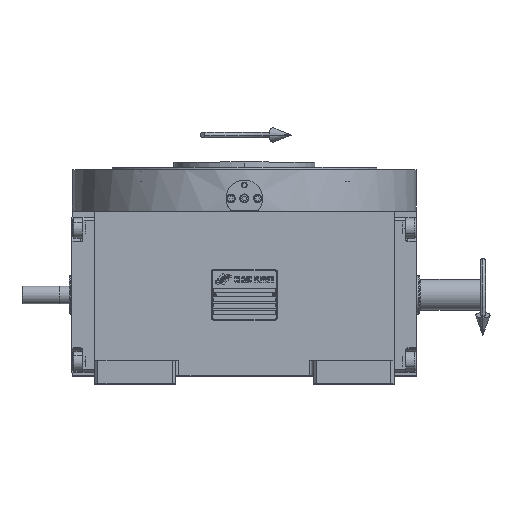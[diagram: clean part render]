
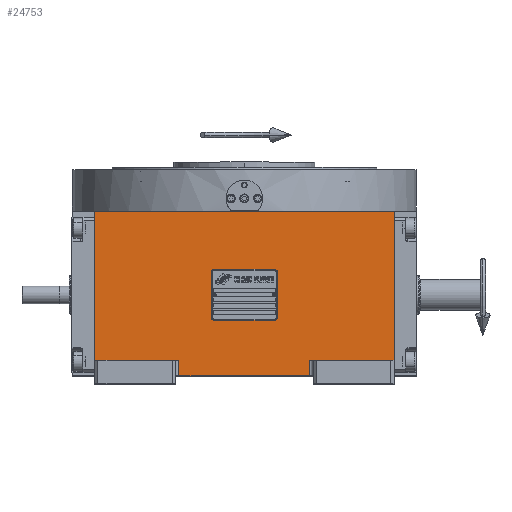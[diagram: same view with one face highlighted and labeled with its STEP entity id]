
A CAD part, top view. The second image highlights one B-rep face of the part: STEP entity #24753.
In plain terms, the highlighted planar face has unit normal (0, 0, 1).
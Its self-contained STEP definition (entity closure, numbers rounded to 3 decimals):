
#382 = EDGE_CURVE ( 'NONE', #43900, #15094, #55283, .T. ) ;
#2007 = CARTESIAN_POINT ( 'NONE',  ( 135., -59., 226. ) ) ;
#2013 = ORIENTED_EDGE ( 'NONE', *, *, #13786, .T. ) ;
#2348 = EDGE_LOOP ( 'NONE', ( #4516, #64463, #2013, #52952, #67206, #49977, #60260, #19540 ) ) ;
#2449 = CARTESIAN_POINT ( 'NONE',  ( -135., 75., 226. ) ) ;
#2526 = CARTESIAN_POINT ( 'NONE',  ( -135., -59., 226. ) ) ;
#4516 = ORIENTED_EDGE ( 'NONE', *, *, #66538, .T. ) ;
#5464 = LINE ( 'NONE', #59196, #20969 ) ;
#7173 = VECTOR ( 'NONE', #58862, 1000. ) ;
#7703 = AXIS2_PLACEMENT_3D ( 'NONE', #11078, #43378, #27574 ) ;
#10087 = LINE ( 'NONE', #53615, #7173 ) ;
#11078 = CARTESIAN_POINT ( 'NONE',  ( -135., -73., 226. ) ) ;
#11360 = DIRECTION ( 'NONE',  ( 1., 0., 0. ) ) ;
#11405 = CARTESIAN_POINT ( 'NONE',  ( 59., -73., 226. ) ) ;
#13184 = DIRECTION ( 'NONE',  ( 0., 1., 0. ) ) ;
#13244 = EDGE_CURVE ( 'NONE', #51950, #15094, #10087, .T. ) ;
#13255 = LINE ( 'NONE', #2007, #38951 ) ;
#13786 = EDGE_CURVE ( 'NONE', #51602, #17308, #28574, .T. ) ;
#14958 = VERTEX_POINT ( 'NONE', #30811 ) ;
#15094 = VERTEX_POINT ( 'NONE', #42409 ) ;
#16690 = CARTESIAN_POINT ( 'NONE',  ( -135., -59., 226. ) ) ;
#16974 = VERTEX_POINT ( 'NONE', #11405 ) ;
#17308 = VERTEX_POINT ( 'NONE', #65419 ) ;
#17352 = PLANE ( 'NONE',  #7703 ) ;
#17745 = VERTEX_POINT ( 'NONE', #52377 ) ;
#18094 = EDGE_CURVE ( 'NONE', #14958, #17745, #29171, .T. ) ;
#19540 = ORIENTED_EDGE ( 'NONE', *, *, #13244, .F. ) ;
#20969 = VECTOR ( 'NONE', #37092, 1000. ) ;
#23876 = DIRECTION ( 'NONE',  ( 1., 0., 0. ) ) ;
#24753 = ADVANCED_FACE ( 'NONE', ( #32811 ), #17352, .T. ) ;
#25941 = CARTESIAN_POINT ( 'NONE',  ( 59., -59., 226. ) ) ;
#27189 = CARTESIAN_POINT ( 'NONE',  ( 59., -59., 226. ) ) ;
#27574 = DIRECTION ( 'NONE',  ( 1., 0., 0. ) ) ;
#27981 = CARTESIAN_POINT ( 'NONE',  ( -59., -73., 226. ) ) ;
#28574 = LINE ( 'NONE', #27189, #37507 ) ;
#29171 = LINE ( 'NONE', #2449, #61334 ) ;
#30811 = CARTESIAN_POINT ( 'NONE',  ( -135., 75., 226. ) ) ;
#31357 = VECTOR ( 'NONE', #13184, 1000. ) ;
#32811 = FACE_OUTER_BOUND ( 'NONE', #2348, .T. ) ;
#33189 = CARTESIAN_POINT ( 'NONE',  ( -135., -59., 226. ) ) ;
#36254 = CARTESIAN_POINT ( 'NONE',  ( 59., -59., 226. ) ) ;
#37092 = DIRECTION ( 'NONE',  ( 1., 0., 0. ) ) ;
#37507 = VECTOR ( 'NONE', #11360, 1000. ) ;
#37726 = EDGE_CURVE ( 'NONE', #17308, #17745, #13255, .T. ) ;
#38804 = VECTOR ( 'NONE', #59517, 1000. ) ;
#38951 = VECTOR ( 'NONE', #50789, 1000. ) ;
#39834 = LINE ( 'NONE', #33189, #31357 ) ;
#41628 = EDGE_CURVE ( 'NONE', #43900, #14958, #39834, .T. ) ;
#42409 = CARTESIAN_POINT ( 'NONE',  ( -59., -59., 226. ) ) ;
#43378 = DIRECTION ( 'NONE',  ( 0., 0., 1. ) ) ;
#43900 = VERTEX_POINT ( 'NONE', #2526 ) ;
#47678 = LINE ( 'NONE', #25941, #57488 ) ;
#49977 = ORIENTED_EDGE ( 'NONE', *, *, #41628, .F. ) ;
#50789 = DIRECTION ( 'NONE',  ( 0., 1., 0. ) ) ;
#51602 = VERTEX_POINT ( 'NONE', #36254 ) ;
#51950 = VERTEX_POINT ( 'NONE', #27981 ) ;
#52377 = CARTESIAN_POINT ( 'NONE',  ( 135., 75., 226. ) ) ;
#52952 = ORIENTED_EDGE ( 'NONE', *, *, #37726, .T. ) ;
#53615 = CARTESIAN_POINT ( 'NONE',  ( -59., -73., 226. ) ) ;
#55283 = LINE ( 'NONE', #16690, #38804 ) ;
#57201 = DIRECTION ( 'NONE',  ( 0., -1., 0. ) ) ;
#57488 = VECTOR ( 'NONE', #57201, 1000. ) ;
#58862 = DIRECTION ( 'NONE',  ( 0., 1., 0. ) ) ;
#59196 = CARTESIAN_POINT ( 'NONE',  ( -59., -73., 226. ) ) ;
#59517 = DIRECTION ( 'NONE',  ( 1., 0., 0. ) ) ;
#60260 = ORIENTED_EDGE ( 'NONE', *, *, #382, .T. ) ;
#61334 = VECTOR ( 'NONE', #23876, 1000. ) ;
#62106 = EDGE_CURVE ( 'NONE', #51602, #16974, #47678, .T. ) ;
#64463 = ORIENTED_EDGE ( 'NONE', *, *, #62106, .F. ) ;
#65419 = CARTESIAN_POINT ( 'NONE',  ( 135., -59., 226. ) ) ;
#66538 = EDGE_CURVE ( 'NONE', #51950, #16974, #5464, .T. ) ;
#67206 = ORIENTED_EDGE ( 'NONE', *, *, #18094, .F. ) ;
